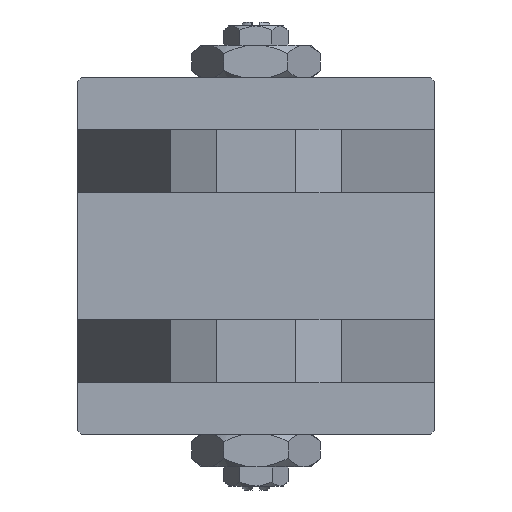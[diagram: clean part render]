
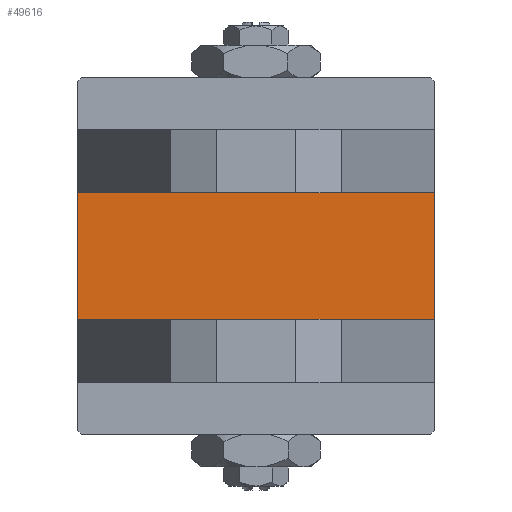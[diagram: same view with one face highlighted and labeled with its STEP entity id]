
A CAD part, left-side view. The second image highlights one B-rep face of the part: STEP entity #49616.
In plain terms, the highlighted planar face has unit normal (-1, 0, 0).
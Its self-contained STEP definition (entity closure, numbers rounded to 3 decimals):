
#1603 = ORIENTED_EDGE ( 'NONE', *, *, #10486, .F. ) ;
#1624 = FACE_OUTER_BOUND ( 'NONE', #5180, .T. ) ;
#1737 = ORIENTED_EDGE ( 'NONE', *, *, #19634, .F. ) ;
#3426 = VECTOR ( 'NONE', #6509, 1000. ) ;
#3597 = CARTESIAN_POINT ( 'NONE',  ( 0., -8., -22.5 ) ) ;
#5180 = EDGE_LOOP ( 'NONE', ( #6690, #1737, #1603, #17985 ) ) ;
#6509 = DIRECTION ( 'NONE',  ( 0., 0., -1. ) ) ;
#6690 = ORIENTED_EDGE ( 'NONE', *, *, #41245, .T. ) ;
#6777 = VECTOR ( 'NONE', #39214, 1000. ) ;
#8707 = CARTESIAN_POINT ( 'NONE',  ( 0., 22.5, 22.5 ) ) ;
#10486 = EDGE_CURVE ( 'NONE', #17417, #34385, #16319, .T. ) ;
#13669 = DIRECTION ( 'NONE',  ( -1., 0., 0. ) ) ;
#14038 = CARTESIAN_POINT ( 'NONE',  ( 0., 8., 22.5 ) ) ;
#15860 = VERTEX_POINT ( 'NONE', #3597 ) ;
#16183 = CARTESIAN_POINT ( 'NONE',  ( 0., -8., 22.5 ) ) ;
#16319 = LINE ( 'NONE', #8707, #24930 ) ;
#17417 = VERTEX_POINT ( 'NONE', #14038 ) ;
#17985 = ORIENTED_EDGE ( 'NONE', *, *, #19536, .T. ) ;
#19536 = EDGE_CURVE ( 'NONE', #17417, #38493, #22478, .T. ) ;
#19634 = EDGE_CURVE ( 'NONE', #34385, #15860, #27425, .T. ) ;
#22478 = LINE ( 'NONE', #34258, #3426 ) ;
#24518 = CARTESIAN_POINT ( 'NONE',  ( 0., 22.5, -22.5 ) ) ;
#24930 = VECTOR ( 'NONE', #32272, 1000. ) ;
#26261 = CARTESIAN_POINT ( 'NONE',  ( 0., -8., 22.5 ) ) ;
#27425 = LINE ( 'NONE', #16183, #6777 ) ;
#32272 = DIRECTION ( 'NONE',  ( 0., -1., 0. ) ) ;
#32880 = DIRECTION ( 'NONE',  ( 0., -1., 0. ) ) ;
#33283 = PLANE ( 'NONE',  #39174 ) ;
#34023 = VECTOR ( 'NONE', #32880, 1000. ) ;
#34258 = CARTESIAN_POINT ( 'NONE',  ( 0., 8., 22.5 ) ) ;
#34385 = VERTEX_POINT ( 'NONE', #26261 ) ;
#37458 = DIRECTION ( 'NONE',  ( 0., 0., 1. ) ) ;
#38493 = VERTEX_POINT ( 'NONE', #38933 ) ;
#38933 = CARTESIAN_POINT ( 'NONE',  ( 0., 8., -22.5 ) ) ;
#39174 = AXIS2_PLACEMENT_3D ( 'NONE', #49461, #13669, #37458 ) ;
#39214 = DIRECTION ( 'NONE',  ( 0., 0., -1. ) ) ;
#41245 = EDGE_CURVE ( 'NONE', #38493, #15860, #48546, .T. ) ;
#48546 = LINE ( 'NONE', #24518, #34023 ) ;
#49461 = CARTESIAN_POINT ( 'NONE',  ( 0., 0., 0. ) ) ;
#49616 = ADVANCED_FACE ( 'NONE', ( #1624 ), #33283, .T. ) ;
